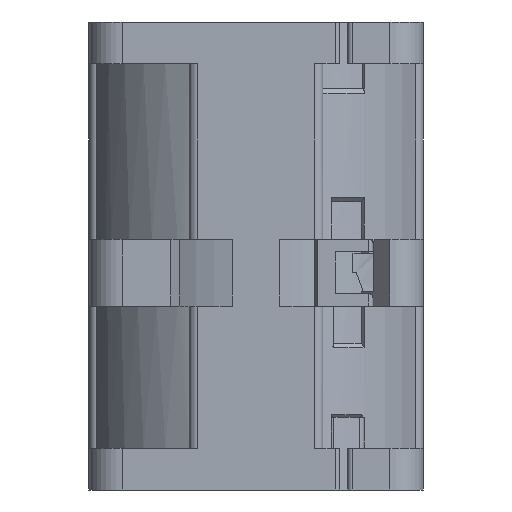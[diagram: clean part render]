
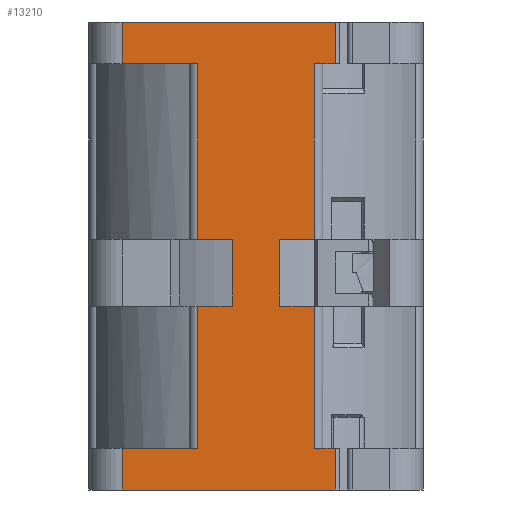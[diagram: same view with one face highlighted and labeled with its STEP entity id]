
A CAD part, left-side view. The second image highlights one B-rep face of the part: STEP entity #13210.
In plain terms, the highlighted planar face has unit normal (-1, 0, 0).
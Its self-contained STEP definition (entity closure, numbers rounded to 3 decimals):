
#1496=DIRECTION('',(0.,-1.,0.));
#1497=VECTOR('',#1496,25.615);
#1498=CARTESIAN_POINT('',(-20.09,16.072,-26.117));
#1499=LINE('',#1498,#1497);
#2301=DIRECTION('',(0.,1.,0.));
#2302=VECTOR('',#2301,25.615);
#2303=CARTESIAN_POINT('',(-20.09,-9.543,30.135));
#2304=LINE('',#2303,#2302);
#3549=DIRECTION('',(0.,1.,0.));
#3550=VECTOR('',#3549,2.511);
#3551=CARTESIAN_POINT('',(-20.09,-9.543,-21.095));
#3552=LINE('',#3551,#3550);
#3581=DIRECTION('',(0.,0.,-1.));
#3582=VECTOR('',#3581,8.036);
#3583=CARTESIAN_POINT('',(-20.09,-2.848,4.018));
#3584=LINE('',#3583,#3582);
#3585=DIRECTION('',(0.,0.,-1.));
#3586=VECTOR('',#3585,5.023);
#3587=CARTESIAN_POINT('',(-20.09,-9.543,-21.095));
#3588=LINE('',#3587,#3586);
#3589=DIRECTION('',(0.,0.,1.));
#3590=VECTOR('',#3589,5.023);
#3591=CARTESIAN_POINT('',(-20.09,16.072,-26.117));
#3592=LINE('',#3591,#3590);
#3593=DIRECTION('',(0.,0.,1.));
#3594=VECTOR('',#3593,17.077);
#3595=CARTESIAN_POINT('',(-20.09,7.032,-21.095));
#3596=LINE('',#3595,#3594);
#3597=DIRECTION('',(0.,0.,1.));
#3598=VECTOR('',#3597,5.023);
#3599=CARTESIAN_POINT('',(-20.09,16.072,25.113));
#3600=LINE('',#3599,#3598);
#3601=DIRECTION('',(0.,0.,-1.));
#3602=VECTOR('',#3601,5.023);
#3603=CARTESIAN_POINT('',(-20.09,-9.543,30.135));
#3604=LINE('',#3603,#3602);
#3605=DIRECTION('',(0.,0.,-1.));
#3606=VECTOR('',#3605,21.095);
#3607=CARTESIAN_POINT('',(-20.09,-7.032,25.113));
#3608=LINE('',#3607,#3606);
#3614=DIRECTION('',(0.,1.,0.));
#3615=VECTOR('',#3614,4.183);
#3616=CARTESIAN_POINT('',(-20.09,-7.032,-4.018));
#3617=LINE('',#3616,#3615);
#3638=DIRECTION('',(0.,-1.,0.));
#3639=VECTOR('',#3638,4.183);
#3640=CARTESIAN_POINT('',(-20.09,-2.848,4.018));
#3641=LINE('',#3640,#3639);
#3681=DIRECTION('',(0.,-1.,0.));
#3682=VECTOR('',#3681,2.511);
#3683=CARTESIAN_POINT('',(-20.09,-7.032,25.113));
#3684=LINE('',#3683,#3682);
#3880=DIRECTION('',(0.,0.,1.));
#3881=VECTOR('',#3880,17.077);
#3882=CARTESIAN_POINT('',(-20.09,-7.032,-21.095));
#3883=LINE('',#3882,#3881);
#3929=DIRECTION('',(0.,1.,0.));
#3930=VECTOR('',#3929,9.041);
#3931=CARTESIAN_POINT('',(-20.09,7.032,-21.095));
#3932=LINE('',#3931,#3930);
#4058=DIRECTION('',(0.,-1.,0.));
#4059=VECTOR('',#4058,9.041);
#4060=CARTESIAN_POINT('',(-20.09,16.072,25.113));
#4061=LINE('',#4060,#4059);
#4096=DIRECTION('',(0.,0.,-1.));
#4097=VECTOR('',#4096,21.095);
#4098=CARTESIAN_POINT('',(-20.09,7.032,25.113));
#4099=LINE('',#4098,#4097);
#4319=DIRECTION('',(0.,0.,-1.));
#4320=VECTOR('',#4319,8.036);
#4321=CARTESIAN_POINT('',(-20.09,2.848,4.018));
#4322=LINE('',#4321,#4320);
#4332=DIRECTION('',(0.,1.,0.));
#4333=VECTOR('',#4332,4.182);
#4334=CARTESIAN_POINT('',(-20.09,2.849,-4.018));
#4335=LINE('',#4334,#4333);
#4356=DIRECTION('',(0.,-1.,0.));
#4357=VECTOR('',#4356,4.183);
#4358=CARTESIAN_POINT('',(-20.09,7.032,4.018));
#4359=LINE('',#4358,#4357);
#7529=CARTESIAN_POINT('',(-20.09,-2.848,4.018));
#7530=CARTESIAN_POINT('',(-20.09,-7.032,4.018));
#7531=VERTEX_POINT('',#7529);
#7532=VERTEX_POINT('',#7530);
#7533=CARTESIAN_POINT('',(-20.09,-7.032,25.113));
#7534=CARTESIAN_POINT('',(-20.09,-9.543,25.113));
#7535=VERTEX_POINT('',#7533);
#7536=VERTEX_POINT('',#7534);
#7537=CARTESIAN_POINT('',(-20.09,7.032,4.018));
#7538=CARTESIAN_POINT('',(-20.09,2.848,4.018));
#7539=VERTEX_POINT('',#7537);
#7540=VERTEX_POINT('',#7538);
#7541=CARTESIAN_POINT('',(-20.09,7.032,25.113));
#7542=VERTEX_POINT('',#7541);
#7543=CARTESIAN_POINT('',(-20.09,16.072,25.113));
#7544=VERTEX_POINT('',#7543);
#7545=CARTESIAN_POINT('',(-20.09,16.072,30.135));
#7546=VERTEX_POINT('',#7545);
#7547=CARTESIAN_POINT('',(-20.09,-9.543,30.135));
#7548=VERTEX_POINT('',#7547);
#8015=CARTESIAN_POINT('',(-20.09,-9.543,-26.117));
#8017=VERTEX_POINT('',#8015);
#8037=CARTESIAN_POINT('',(-20.09,16.072,-26.117));
#8038=VERTEX_POINT('',#8037);
#8088=CARTESIAN_POINT('',(-20.09,-9.543,-21.095));
#8090=VERTEX_POINT('',#8088);
#8091=CARTESIAN_POINT('',(-20.09,-7.032,-21.095));
#8092=VERTEX_POINT('',#8091);
#8101=CARTESIAN_POINT('',(-20.09,16.072,-21.095));
#8102=VERTEX_POINT('',#8101);
#8103=CARTESIAN_POINT('',(-20.09,7.032,-21.095));
#8104=VERTEX_POINT('',#8103);
#8105=CARTESIAN_POINT('',(-20.09,7.032,-4.018));
#8106=VERTEX_POINT('',#8105);
#8107=CARTESIAN_POINT('',(-20.09,2.849,-4.018));
#8108=VERTEX_POINT('',#8107);
#8109=CARTESIAN_POINT('',(-20.09,-7.032,-4.018));
#8110=CARTESIAN_POINT('',(-20.09,-2.848,-4.018));
#8111=VERTEX_POINT('',#8109);
#8112=VERTEX_POINT('',#8110);
#13167=CARTESIAN_POINT('',(-20.09,3.265,15.068));
#13168=DIRECTION('',(1.,0.,0.));
#13169=DIRECTION('',(0.,1.,0.));
#13170=AXIS2_PLACEMENT_3D('',#13167,#13168,#13169);
#13171=PLANE('',#13170);
#13172=ORIENTED_EDGE('',*,*,#9835,.T.);
#13174=ORIENTED_EDGE('',*,*,#13173,.F.);
#13176=ORIENTED_EDGE('',*,*,#13175,.F.);
#13177=ORIENTED_EDGE('',*,*,#13151,.F.);
#13179=ORIENTED_EDGE('',*,*,#13178,.T.);
#13180=ORIENTED_EDGE('',*,*,#11395,.F.);
#13182=ORIENTED_EDGE('',*,*,#13181,.T.);
#13184=ORIENTED_EDGE('',*,*,#13183,.F.);
#13186=ORIENTED_EDGE('',*,*,#13185,.T.);
#13188=ORIENTED_EDGE('',*,*,#13187,.F.);
#13190=ORIENTED_EDGE('',*,*,#13189,.F.);
#13192=ORIENTED_EDGE('',*,*,#13191,.F.);
#13194=ORIENTED_EDGE('',*,*,#13193,.F.);
#13196=ORIENTED_EDGE('',*,*,#13195,.F.);
#13198=ORIENTED_EDGE('',*,*,#13197,.T.);
#13199=ORIENTED_EDGE('',*,*,#11953,.F.);
#13201=ORIENTED_EDGE('',*,*,#13200,.T.);
#13203=ORIENTED_EDGE('',*,*,#13202,.F.);
#13205=ORIENTED_EDGE('',*,*,#13204,.T.);
#13207=ORIENTED_EDGE('',*,*,#13206,.F.);
#13208=EDGE_LOOP('',(#13172,#13174,#13176,#13177,#13179,#13180,#13182,#13184,
#13186,#13188,#13190,#13192,#13194,#13196,#13198,#13199,#13201,#13203,#13205,
#13207));
#13209=FACE_OUTER_BOUND('',#13208,.F.);
#13210=ADVANCED_FACE('',(#13209),#13171,.F.);
#9835=EDGE_CURVE('',#7531,#8112,#3584,.T.);
#11395=EDGE_CURVE('',#8038,#8017,#1499,.T.);
#11953=EDGE_CURVE('',#7548,#7546,#2304,.T.);
#13151=EDGE_CURVE('',#8090,#8092,#3552,.T.);
#13173=EDGE_CURVE('',#8111,#8112,#3617,.T.);
#13175=EDGE_CURVE('',#8092,#8111,#3883,.T.);
#13178=EDGE_CURVE('',#8090,#8017,#3588,.T.);
#13181=EDGE_CURVE('',#8038,#8102,#3592,.T.);
#13183=EDGE_CURVE('',#8104,#8102,#3932,.T.);
#13185=EDGE_CURVE('',#8104,#8106,#3596,.T.);
#13187=EDGE_CURVE('',#8108,#8106,#4335,.T.);
#13189=EDGE_CURVE('',#7540,#8108,#4322,.T.);
#13191=EDGE_CURVE('',#7539,#7540,#4359,.T.);
#13193=EDGE_CURVE('',#7542,#7539,#4099,.T.);
#13195=EDGE_CURVE('',#7544,#7542,#4061,.T.);
#13197=EDGE_CURVE('',#7544,#7546,#3600,.T.);
#13200=EDGE_CURVE('',#7548,#7536,#3604,.T.);
#13202=EDGE_CURVE('',#7535,#7536,#3684,.T.);
#13204=EDGE_CURVE('',#7535,#7532,#3608,.T.);
#13206=EDGE_CURVE('',#7531,#7532,#3641,.T.);
